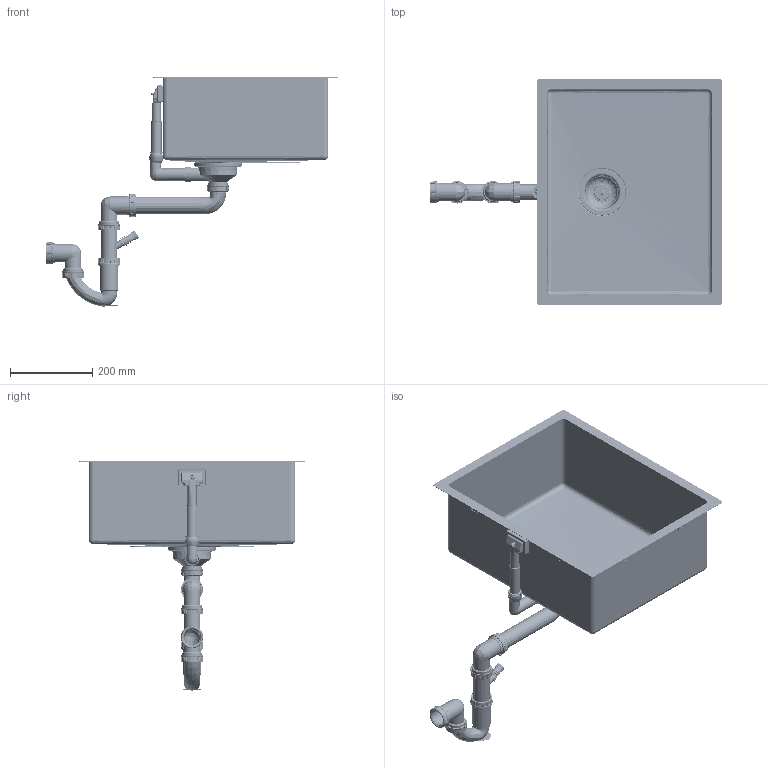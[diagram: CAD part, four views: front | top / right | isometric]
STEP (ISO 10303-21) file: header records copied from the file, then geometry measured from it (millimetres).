
FILE_DESCRIPTION(/* description */ ('Unknown'),/* implementation_level */ '2;1');
FILE_NAME(/* name */ '31726SD0 K700 sink - Acrysil_20200312',/* time_stamp */ '2022-09-09T13:10:24+02:00',/* author */ ('Unknown'),/* organization */ ('GROHE AG'),/* preprocessor_version */ 'ST-DEVELOPER v16.7',/* originating_system */ 'DEX',/* authorisation */ $);
FILE_SCHEMA (('AUTOMOTIVE_DESIGN {1 0 10303 214 3 1 1}'));
Products named in the file (52): 31726SD0 K700 sink - Acrysil_20200312; WITH DAMPING PAD_sub50; WITH DAMPING PAD_sub49; WITH DAMPING PAD_sub48; WITH DAMPING PAD_sub47; WITH DAMPING PAD_sub46; WITH DAMPING PAD_sub45; WITH DAMPING PAD_sub44; WITH DAMPING PAD_sub43; WITH DAMPING PAD_sub42; WITH DAMPING PAD_sub41; WITH DAMPING PAD_sub40; WITH DAMPING PAD_sub39; WITH DAMPING PAD_sub38; WITH DAMPING PAD_sub37; WITH DAMPING PAD_sub36; WITH DAMPING PAD_sub35; WITH DAMPING PAD_sub34; WITH DAMPING PAD_sub33; WITH DAMPING PAD_sub32; WITH DAMPING PAD_sub31; WITH DAMPING PAD_sub30; WITH DAMPING PAD_sub29; WITH DAMPING PAD_sub28; WITH DAMPING PAD_sub27; WITH DAMPING PAD_sub26; WITH DAMPING PAD_sub25; WITH DAMPING PAD_sub24; WITH DAMPING PAD_sub23; WITH DAMPING PAD_sub22; WITH DAMPING PAD_sub21; WITH DAMPING PAD_sub20; WITH DAMPING PAD_sub19; WITH DAMPING PAD_sub18; WITH DAMPING PAD_sub17; WITH DAMPING PAD_sub16; WITH DAMPING PAD_sub15; WITH DAMPING PAD_sub14; WITH DAMPING PAD_sub13; WITH DAMPING PAD_sub12 ...
Assembly tree (51 placements, depth 2):
  31726SD0 K700 sink - Acrysil_20200312
    WITH DAMPING PAD_sub50
    WITH DAMPING PAD_sub49
    WITH DAMPING PAD_sub48
    WITH DAMPING PAD_sub47
    WITH DAMPING PAD_sub46
    WITH DAMPING PAD_sub45
    WITH DAMPING PAD_sub44
    WITH DAMPING PAD_sub43
    WITH DAMPING PAD_sub42
    WITH DAMPING PAD_sub41
    WITH DAMPING PAD_sub40
    WITH DAMPING PAD_sub39
    WITH DAMPING PAD_sub38
    WITH DAMPING PAD_sub37
    WITH DAMPING PAD_sub36
    WITH DAMPING PAD_sub35
    WITH DAMPING PAD_sub34
    WITH DAMPING PAD_sub33
    WITH DAMPING PAD_sub32
    WITH DAMPING PAD_sub31
    WITH DAMPING PAD_sub30
    WITH DAMPING PAD_sub29
    WITH DAMPING PAD_sub28
    WITH DAMPING PAD_sub27
    WITH DAMPING PAD_sub26
    WITH DAMPING PAD_sub25
    WITH DAMPING PAD_sub24
    WITH DAMPING PAD_sub23
    WITH DAMPING PAD_sub22
    WITH DAMPING PAD_sub21
    WITH DAMPING PAD_sub20
    WITH DAMPING PAD_sub19
    WITH DAMPING PAD_sub18
    WITH DAMPING PAD_sub17
    WITH DAMPING PAD_sub16
    WITH DAMPING PAD_sub15
    WITH DAMPING PAD_sub14
    WITH DAMPING PAD_sub13
    WITH DAMPING PAD_sub12
    WITH DAMPING PAD_sub11
    WITH DAMPING PAD_sub10
    WITH DAMPING PAD_sub9
    WITH DAMPING PAD_sub8
    WITH DAMPING PAD_sub7
    WITH DAMPING PAD_sub6
    WITH DAMPING PAD_sub5
    WITH DAMPING PAD_sub4
    WITH DAMPING PAD_sub3
    WITH DAMPING PAD_sub2
    WITH DAMPING PAD_sub1
    WITH DAMPING PAD_sub0
Bounding box: 710.17 x 550 x 557.45 mm (x, y, z)
Volume: 1237697 mm3; surface area: 1792841.7 mm2
Topology: 51 solids, 51 shells, 6331 faces, 16538 edges, 10174 vertices
Faces by surface type: bspline 3103, plane 1241, cone 1085, cylinder 870, sphere 24, torus 8
Full cylindrical faces by diameter (mm): 4 x30, 5 x3, 5.1 x1, 6 x1, 6.2 x1, 6.5 x1, 8 x1, 8.2 x1, 10 x2, 11.75 x1, 13 x1, 16.2 x5, 17 x1, 20.2 x2, 22 x3, 22.3 x1, 25.5 x3, 27 x1, 29.8 x1, 32.6 x1, 34 x1, 34.7 x1, 35 x3, 36 x1, 37 x1, 37.2 x1, 37.747 x1, 39.9 x9, 40 x3, 40.8 x1
Entity records: 336651 total; most frequent: CARTESIAN_POINT 199989, ORIENTED_EDGE 31850, DIRECTION 18946, EDGE_CURVE 15925, VERTEX_POINT 10086, AXIS2_PLACEMENT_3D 7856, FACE_BOUND 6941, EDGE_LOOP 6940
